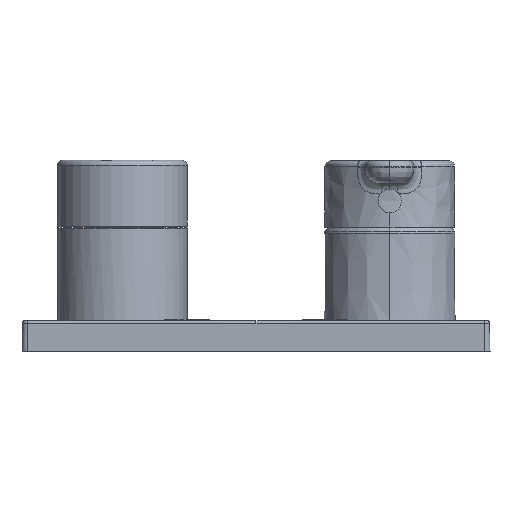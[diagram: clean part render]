
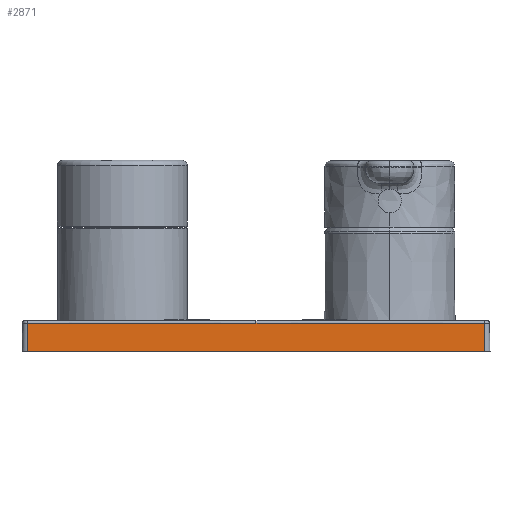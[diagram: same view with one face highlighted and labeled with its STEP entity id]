
A CAD part, front view. The second image highlights one B-rep face of the part: STEP entity #2871.
In plain terms, the highlighted planar face has unit normal (0, -1, 0.018).
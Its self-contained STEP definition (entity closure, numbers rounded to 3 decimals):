
#161 = DIRECTION ( 'NONE',  ( 0., -1., 0.017 ) ) ;
#207 = LINE ( 'NONE', #3965, #1506 ) ;
#343 = DIRECTION ( 'NONE',  ( 0.017, -0.017, -1. ) ) ;
#360 = CARTESIAN_POINT ( 'NONE',  ( 144.044, 1350.137, 1387.732 ) ) ;
#583 = EDGE_CURVE ( 'NONE', #1039, #3373, #207, .T. ) ;
#866 = CARTESIAN_POINT ( 'NONE',  ( 144.044, 1350.137, 1387.732 ) ) ;
#1039 = VERTEX_POINT ( 'NONE', #3633 ) ;
#1219 = CARTESIAN_POINT ( 'NONE',  ( 101.387, 1350.137, 1387.755 ) ) ;
#1354 = CARTESIAN_POINT ( 'NONE',  ( 144.229, 1349.951, 1377.113 ) ) ;
#1486 = B_SPLINE_CURVE_WITH_KNOTS ( 'NONE', 2,
 ( #3925, #2414, #3544 ),
 .UNSPECIFIED., .F., .F.,
 ( 3, 3 ),
 ( 0., 1. ),
 .UNSPECIFIED. ) ;
#1506 = VECTOR ( 'NONE', #2117, 1000. ) ;
#1635 = PLANE ( 'NONE',  #4604 ) ;
#1872 = VERTEX_POINT ( 'NONE', #3352 ) ;
#2045 = EDGE_LOOP ( 'NONE', ( #3516, #4689, #2575, #4871, #4222 ) ) ;
#2117 = DIRECTION ( 'NONE',  ( 1., 0., 0. ) ) ;
#2414 = CARTESIAN_POINT ( 'NONE',  ( 16.072, 1350.137, 1387.755 ) ) ;
#2429 = VECTOR ( 'NONE', #3584, 1000. ) ;
#2575 = ORIENTED_EDGE ( 'NONE', *, *, #3939, .F. ) ;
#2689 = EDGE_CURVE ( 'NONE', #4724, #4411, #3054, .T. ) ;
#2774 = DIRECTION ( 'NONE',  ( -1., 0., 0. ) ) ;
#2871 = ADVANCED_FACE ( 'NONE', ( #4687 ), #1635, .T. ) ;
#3054 = B_SPLINE_CURVE_WITH_KNOTS ( 'NONE', 2,
 ( #4245, #1219, #866 ),
 .UNSPECIFIED., .F., .F.,
 ( 3, 3 ),
 ( 0., 1. ),
 .UNSPECIFIED. ) ;
#3132 = CARTESIAN_POINT ( 'NONE',  ( 58.729, 1350.137, 1387.755 ) ) ;
#3150 = LINE ( 'NONE', #3199, #2429 ) ;
#3199 = CARTESIAN_POINT ( 'NONE',  ( -26.679, 1350.044, 1382.422 ) ) ;
#3352 = CARTESIAN_POINT ( 'NONE',  ( -26.586, 1350.137, 1387.732 ) ) ;
#3373 = VERTEX_POINT ( 'NONE', #1354 ) ;
#3449 = VECTOR ( 'NONE', #343, 1000. ) ;
#3516 = ORIENTED_EDGE ( 'NONE', *, *, #3543, .F. ) ;
#3543 = EDGE_CURVE ( 'NONE', #4411, #3373, #4672, .T. ) ;
#3544 = CARTESIAN_POINT ( 'NONE',  ( 58.729, 1350.137, 1387.755 ) ) ;
#3584 = DIRECTION ( 'NONE',  ( 0.017, 0.017, 1. ) ) ;
#3633 = CARTESIAN_POINT ( 'NONE',  ( -26.771, 1349.951, 1377.113 ) ) ;
#3918 = CARTESIAN_POINT ( 'NONE',  ( 146.229, 1349.951, 1377.113 ) ) ;
#3925 = CARTESIAN_POINT ( 'NONE',  ( -26.586, 1350.137, 1387.732 ) ) ;
#3939 = EDGE_CURVE ( 'NONE', #1872, #4724, #1486, .T. ) ;
#3965 = CARTESIAN_POINT ( 'NONE',  ( 58.729, 1349.951, 1377.113 ) ) ;
#4222 = ORIENTED_EDGE ( 'NONE', *, *, #583, .T. ) ;
#4245 = CARTESIAN_POINT ( 'NONE',  ( 58.729, 1350.137, 1387.755 ) ) ;
#4411 = VERTEX_POINT ( 'NONE', #360 ) ;
#4604 = AXIS2_PLACEMENT_3D ( 'NONE', #3918, #161, #2774 ) ;
#4672 = LINE ( 'NONE', #4842, #3449 ) ;
#4687 = FACE_OUTER_BOUND ( 'NONE', #2045, .T. ) ;
#4689 = ORIENTED_EDGE ( 'NONE', *, *, #2689, .F. ) ;
#4724 = VERTEX_POINT ( 'NONE', #3132 ) ;
#4796 = EDGE_CURVE ( 'NONE', #1039, #1872, #3150, .T. ) ;
#4842 = CARTESIAN_POINT ( 'NONE',  ( 144.137, 1350.044, 1382.422 ) ) ;
#4871 = ORIENTED_EDGE ( 'NONE', *, *, #4796, .F. ) ;
